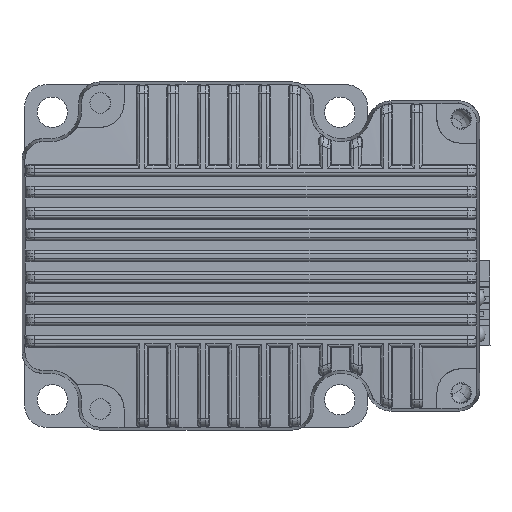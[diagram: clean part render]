
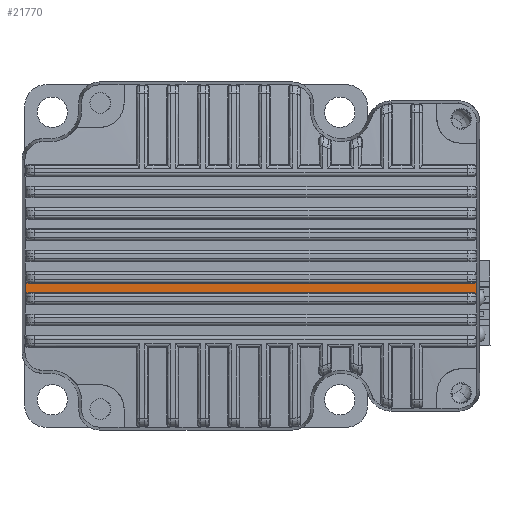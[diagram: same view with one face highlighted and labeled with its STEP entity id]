
A CAD part, front view. The second image highlights one B-rep face of the part: STEP entity #21770.
In plain terms, the highlighted cylindrical face has radius 272.359 mm (diameter 544.717 mm), a partial arc.
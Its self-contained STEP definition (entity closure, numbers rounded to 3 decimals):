
#168 = CARTESIAN_POINT ( 'NONE',  ( 56.886, -108.11, 56.747 ) ) ;
#216 = CARTESIAN_POINT ( 'NONE',  ( 56.386, -108.114, 57.1 ) ) ;
#296 = ORIENTED_EDGE ( 'NONE', *, *, #30837, .T. ) ;
#375 = ORIENTED_EDGE ( 'NONE', *, *, #14973, .T. ) ;
#397 =( BOUNDED_CURVE ( )  B_SPLINE_CURVE ( 3, ( #23890, #29637, #32459, #15362 ),
 .UNSPECIFIED., .F., .T. ) 
 B_SPLINE_CURVE_WITH_KNOTS ( ( 4, 4 ),
 ( 3.118, 3.127 ),
 .UNSPECIFIED. ) 
 CURVE ( )  GEOMETRIC_REPRESENTATION_ITEM ( )  RATIONAL_B_SPLINE_CURVE ( ( 1., 1., 1., 1. ) ) 
 REPRESENTATION_ITEM ( '' )  );
#860 = ORIENTED_EDGE ( 'NONE', *, *, #2042, .F. ) ;
#1348 = ORIENTED_EDGE ( 'NONE', *, *, #8882, .F. ) ;
#1650 = EDGE_CURVE ( 'NONE', #3692, #28778, #7293, .T. ) ;
#2042 = EDGE_CURVE ( 'NONE', #2543, #28778, #12168, .T. ) ;
#2136 = EDGE_CURVE ( 'NONE', #11599, #3692, #6358, .T. ) ;
#2407 = EDGE_CURVE ( 'NONE', #15485, #10192, #36768, .T. ) ;
#2543 = VERTEX_POINT ( 'NONE', #12547 ) ;
#3692 = VERTEX_POINT ( 'NONE', #11955 ) ;
#4719 = CARTESIAN_POINT ( 'NONE',  ( -16.711, -108.114, 57.1 ) ) ;
#5124 = DIRECTION ( 'NONE',  ( 1., 0., 0. ) ) ;
#5217 = CARTESIAN_POINT ( 'NONE',  ( 56.886, -108.076, 55.174 ) ) ;
#5443 = CARTESIAN_POINT ( 'NONE',  ( 56.886, -108.122, 57.6 ) ) ;
#6066 = CARTESIAN_POINT ( 'NONE',  ( -16.844, -108.084, 55.541 ) ) ;
#6358 = B_SPLINE_CURVE_WITH_KNOTS ( 'NONE', 3,
 ( #8846, #26013, #20349, #23254, #6066, #26139 ),
 .UNSPECIFIED., .F., .F.,
 ( 4, 2, 4 ),
 ( 0., 0., 0.001 ),
 .UNSPECIFIED. ) ;
#7293 = LINE ( 'NONE', #19409, #22563 ) ;
#7630 = ORIENTED_EDGE ( 'NONE', *, *, #2407, .T. ) ;
#8762 = CARTESIAN_POINT ( 'NONE',  ( 56.886, -108.093, 55.894 ) ) ;
#8846 = CARTESIAN_POINT ( 'NONE',  ( -17.212, -108.073, 55.042 ) ) ;
#8882 = EDGE_CURVE ( 'NONE', #11599, #11632, #397, .T. ) ;
#9066 =( BOUNDED_CURVE ( )  B_SPLINE_CURVE ( 3, ( #23052, #168, #8762, #28822 ),
 .UNSPECIFIED., .F., .T. ) 
 B_SPLINE_CURVE_WITH_KNOTS ( ( 4, 4 ),
 ( 0.015, 0.024 ),
 .UNSPECIFIED. ) 
 CURVE ( )  GEOMETRIC_REPRESENTATION_ITEM ( )  RATIONAL_B_SPLINE_CURVE ( ( 1., 1., 1., 1. ) ) 
 REPRESENTATION_ITEM ( '' )  );
#9562 = CARTESIAN_POINT ( 'NONE',  ( 56.886, -108.12, 57.468 ) ) ;
#10187 = B_SPLINE_CURVE_WITH_KNOTS ( 'NONE', 3,
 ( #4719, #24914, #30626, #13498, #33468, #16379 ),
 .UNSPECIFIED., .F., .F.,
 ( 4, 2, 4 ),
 ( 0., 0., 0.001 ),
 .UNSPECIFIED. ) ;
#10192 = VERTEX_POINT ( 'NONE', #10633 ) ;
#10633 = CARTESIAN_POINT ( 'NONE',  ( -16.711, -108.114, 57.1 ) ) ;
#10980 = CARTESIAN_POINT ( 'NONE',  ( 56.518, -108.084, 55.541 ) ) ;
#11599 = VERTEX_POINT ( 'NONE', #33928 ) ;
#11632 = VERTEX_POINT ( 'NONE', #28488 ) ;
#11955 = CARTESIAN_POINT ( 'NONE',  ( -16.712, -108.084, 55.541 ) ) ;
#12168 = B_SPLINE_CURVE_WITH_KNOTS ( 'NONE', 3,
 ( #25285, #5217, #22404, #28171, #10980, #31010 ),
 .UNSPECIFIED., .F., .F.,
 ( 4, 2, 4 ),
 ( 0., 0., 0.001 ),
 .UNSPECIFIED. ) ;
#12427 = CARTESIAN_POINT ( 'NONE',  ( 56.831, -108.118, 57.339 ) ) ;
#12547 = CARTESIAN_POINT ( 'NONE',  ( 56.886, -108.073, 55.042 ) ) ;
#12831 = EDGE_LOOP ( 'NONE', ( #1348, #28385, #36444, #860, #17812, #296, #7630, #375 ) ) ;
#13498 = CARTESIAN_POINT ( 'NONE',  ( -17.157, -108.118, 57.339 ) ) ;
#14690 = EDGE_CURVE ( 'NONE', #19677, #2543, #9066, .T. ) ;
#14973 = EDGE_CURVE ( 'NONE', #10192, #11632, #10187, .T. ) ;
#15336 = CARTESIAN_POINT ( 'NONE',  ( 56.518, -108.114, 57.1 ) ) ;
#15362 = CARTESIAN_POINT ( 'NONE',  ( -17.211, -108.122, 57.6 ) ) ;
#15485 = VERTEX_POINT ( 'NONE', #216 ) ;
#16379 = CARTESIAN_POINT ( 'NONE',  ( -17.211, -108.122, 57.6 ) ) ;
#17596 = DIRECTION ( 'NONE',  ( -1., 0., 0. ) ) ;
#17812 = ORIENTED_EDGE ( 'NONE', *, *, #14690, .F. ) ;
#19409 = CARTESIAN_POINT ( 'NONE',  ( 184.931, -108.084, 55.541 ) ) ;
#19677 = VERTEX_POINT ( 'NONE', #5443 ) ;
#20349 = CARTESIAN_POINT ( 'NONE',  ( -17.158, -108.079, 55.303 ) ) ;
#21549 = DIRECTION ( 'NONE',  ( 0., 0., 1. ) ) ;
#21770 = ADVANCED_FACE ( 'NONE', ( #32325 ), #31466, .T. ) ;
#22404 = CARTESIAN_POINT ( 'NONE',  ( 56.832, -108.079, 55.303 ) ) ;
#22563 = VECTOR ( 'NONE', #5124, 1000. ) ;
#22715 = AXIS2_PLACEMENT_3D ( 'NONE', #27197, #27332, #21549 ) ;
#23052 = CARTESIAN_POINT ( 'NONE',  ( 56.886, -108.122, 57.6 ) ) ;
#23254 = CARTESIAN_POINT ( 'NONE',  ( -16.973, -108.083, 55.487 ) ) ;
#23890 = CARTESIAN_POINT ( 'NONE',  ( -17.212, -108.073, 55.042 ) ) ;
#24914 = CARTESIAN_POINT ( 'NONE',  ( -16.843, -108.114, 57.1 ) ) ;
#25285 = CARTESIAN_POINT ( 'NONE',  ( 56.886, -108.073, 55.042 ) ) ;
#26013 = CARTESIAN_POINT ( 'NONE',  ( -17.212, -108.076, 55.174 ) ) ;
#26139 = CARTESIAN_POINT ( 'NONE',  ( -16.712, -108.084, 55.541 ) ) ;
#27197 = CARTESIAN_POINT ( 'NONE',  ( 184.931, 164.208, 61.57 ) ) ;
#27332 = DIRECTION ( 'NONE',  ( -1., 0., 0. ) ) ;
#28171 = CARTESIAN_POINT ( 'NONE',  ( 56.648, -108.083, 55.487 ) ) ;
#28385 = ORIENTED_EDGE ( 'NONE', *, *, #2136, .T. ) ;
#28488 = CARTESIAN_POINT ( 'NONE',  ( -17.211, -108.122, 57.6 ) ) ;
#28778 = VERTEX_POINT ( 'NONE', #35140 ) ;
#28822 = CARTESIAN_POINT ( 'NONE',  ( 56.886, -108.073, 55.042 ) ) ;
#29637 = CARTESIAN_POINT ( 'NONE',  ( -17.211, -108.093, 55.894 ) ) ;
#30324 = B_SPLINE_CURVE_WITH_KNOTS ( 'NONE', 3,
 ( #32320, #9562, #12427, #32433, #15336, #35289 ),
 .UNSPECIFIED., .F., .F.,
 ( 4, 2, 4 ),
 ( 0., 0., 0.001 ),
 .UNSPECIFIED. ) ;
#30626 = CARTESIAN_POINT ( 'NONE',  ( -16.972, -108.115, 57.154 ) ) ;
#30837 = EDGE_CURVE ( 'NONE', #19677, #15485, #30324, .T. ) ;
#31010 = CARTESIAN_POINT ( 'NONE',  ( 56.386, -108.084, 55.541 ) ) ;
#31466 = CYLINDRICAL_SURFACE ( 'NONE', #22715, 272.359 ) ;
#32320 = CARTESIAN_POINT ( 'NONE',  ( 56.886, -108.122, 57.6 ) ) ;
#32325 = FACE_OUTER_BOUND ( 'NONE', #12831, .T. ) ;
#32433 = CARTESIAN_POINT ( 'NONE',  ( 56.647, -108.115, 57.154 ) ) ;
#32459 = CARTESIAN_POINT ( 'NONE',  ( -17.211, -108.11, 56.747 ) ) ;
#33468 = CARTESIAN_POINT ( 'NONE',  ( -17.211, -108.12, 57.468 ) ) ;
#33928 = CARTESIAN_POINT ( 'NONE',  ( -17.212, -108.073, 55.042 ) ) ;
#34103 = VECTOR ( 'NONE', #17596, 1000. ) ;
#34679 = CARTESIAN_POINT ( 'NONE',  ( 184.931, -108.114, 57.1 ) ) ;
#35140 = CARTESIAN_POINT ( 'NONE',  ( 56.386, -108.084, 55.541 ) ) ;
#35289 = CARTESIAN_POINT ( 'NONE',  ( 56.386, -108.114, 57.1 ) ) ;
#36444 = ORIENTED_EDGE ( 'NONE', *, *, #1650, .T. ) ;
#36768 = LINE ( 'NONE', #34679, #34103 ) ;
